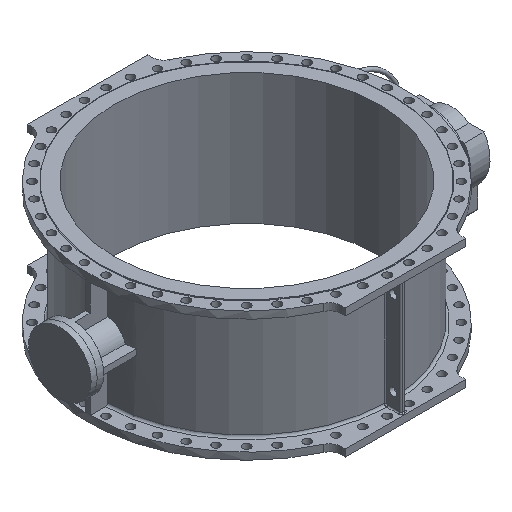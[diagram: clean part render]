
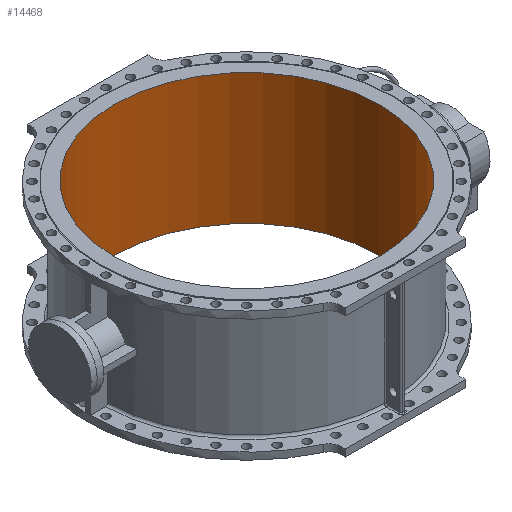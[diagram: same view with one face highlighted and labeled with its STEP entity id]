
A CAD part, isometric view. The second image highlights one B-rep face of the part: STEP entity #14468.
In plain terms, the highlighted cylindrical face has radius 880 mm (diameter 1760 mm), a full revolution.
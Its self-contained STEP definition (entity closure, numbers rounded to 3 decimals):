
#1516 = AXIS2_PLACEMENT_3D ( 'NONE', #9492, #9493, #9494 ) ;
#1549 = AXIS2_PLACEMENT_3D ( 'NONE', #8700, #8701, #8702 ) ;
#1877 = VERTEX_POINT ( 'NONE', #3421 ) ;
#1904 = VERTEX_POINT ( 'NONE', #3448 ) ;
#2210 = EDGE_CURVE ( 'NONE', #1877, #1877, #4498, .T. ) ;
#2260 = EDGE_CURVE ( 'NONE', #1904, #1904, #4562, .T. ) ;
#3421 = CARTESIAN_POINT ( 'NONE',  ( 880., 0., 435. ) ) ;
#3448 = CARTESIAN_POINT ( 'NONE',  ( 880., 0., -435. ) ) ;
#4048 = ORIENTED_EDGE ( 'NONE', *, *, #2260, .T. ) ;
#4049 = ORIENTED_EDGE ( 'NONE', *, *, #2210, .T. ) ;
#4498 = CIRCLE ( 'NONE', #1516, 880. ) ;
#4562 = CIRCLE ( 'NONE', #1549, 880. ) ;
#8700 = CARTESIAN_POINT ( 'NONE',  ( 0., 0., -435. ) ) ;
#8701 = DIRECTION ( 'NONE',  ( 0., 0., -1. ) ) ;
#8702 = DIRECTION ( 'NONE',  ( 1., 0., 0. ) ) ;
#9492 = CARTESIAN_POINT ( 'NONE',  ( 0., 0., 435. ) ) ;
#9493 = DIRECTION ( 'NONE',  ( 0., 0., 1. ) ) ;
#9494 = DIRECTION ( 'NONE',  ( 1., 0., 0. ) ) ;
#10512 = DIRECTION ( 'NONE',  ( 1., 0., 0. ) ) ;
#10513 = CARTESIAN_POINT ( 'NONE',  ( 0., 0., 65. ) ) ;
#10514 = DIRECTION ( 'NONE',  ( 0., 0., 1. ) ) ;
#11612 = EDGE_LOOP ( 'NONE', ( #4048 ) ) ;
#11703 = EDGE_LOOP ( 'NONE', ( #4049 ) ) ;
#13457 = FACE_OUTER_BOUND ( 'NONE', #11612, .T. ) ;
#13462 = FACE_OUTER_BOUND ( 'NONE', #11703, .T. ) ;
#13464 = CYLINDRICAL_SURFACE ( 'NONE', #14130, 880. ) ;
#14130 = AXIS2_PLACEMENT_3D ( 'NONE', #10513, #10514, #10512 ) ;
#14468 = ADVANCED_FACE ( 'NONE', ( #13457, #13462 ), #13464, .F. ) ;
